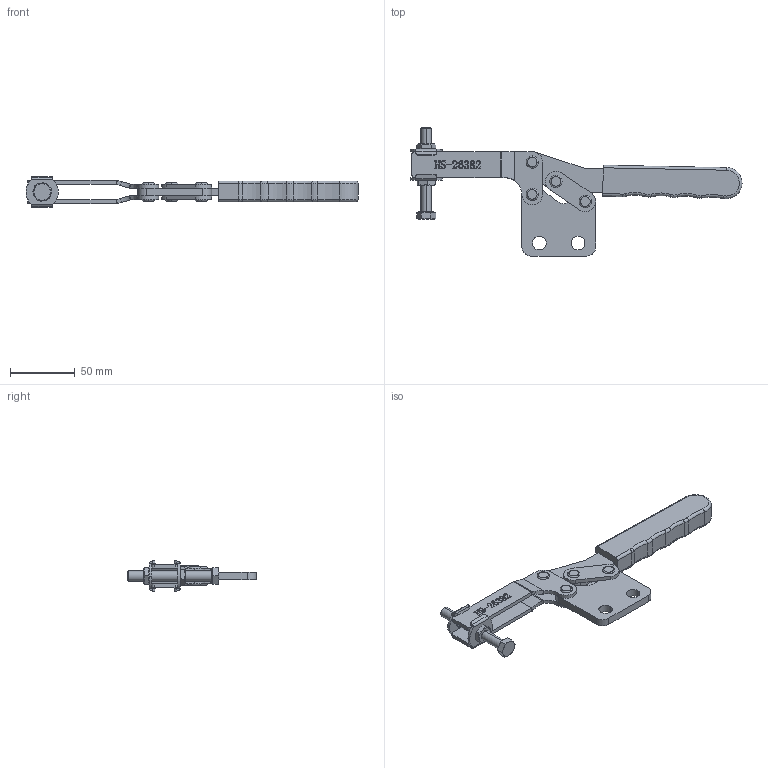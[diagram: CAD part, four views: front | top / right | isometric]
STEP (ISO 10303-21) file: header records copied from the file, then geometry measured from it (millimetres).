
FILE_DESCRIPTION (( 'STEP AP203' ), '1' );
FILE_NAME ('HS-26382 .STEP', '2019-08-06T06:56:55', ( '微软用户' ), ( '微软中国' ), 'SwSTEP 2.0', 'SolidWorks 2012', '' );
FILE_SCHEMA (( 'CONFIG_CONTROL_DESIGN' ));
Length unit declared in the file: millimetre
Products named in the file (11): 揤參酘; 揤參衵; 种; 忒梟; 忒參; 蟀裝; 眻菁釱; HS-26382 ; FW-380; hex thin nuts-grades ab-chamfered gb_GB_FASTENER_NUT_STNAB M8-N; hexagon head bolts-full thread gb_GB_FASTENER_BOLT_STBAB A M8X65-N
Assembly tree (16 placements, depth 2):
  HS-26382 
    眻菁釱
    蟀裝  x2
    忒參
    忒梟
    种  x4
    揤參衵
    揤參酘
    hexagon head bolts-full thread gb_GB_FASTENER_BOLT_STBAB A M8X65-N
    hex thin nuts-grades ab-chamfered gb_GB_FASTENER_NUT_STNAB M8-N  x2
    FW-380  x2
Bounding box: 256.7 x 99.15 x 23.94 mm (x, y, z)
Volume: 87231.8 mm3; surface area: 41207.8 mm2
Topology: 16 solids, 16 shells, 663 faces, 1712 edges, 1116 vertices
Faces by surface type: plane 324, bspline 164, cylinder 115, torus 34, cone 26
Entity records: 27343 total; most frequent: CARTESIAN_POINT 12596, ORIENTED_EDGE 3056, DIRECTION 2276, EDGE_CURVE 1528, VERTEX_POINT 996, LINE 908, VECTOR 908, AXIS2_PLACEMENT_3D 684
